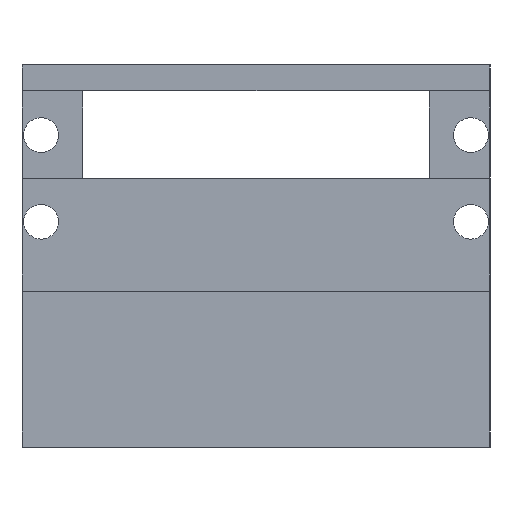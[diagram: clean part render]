
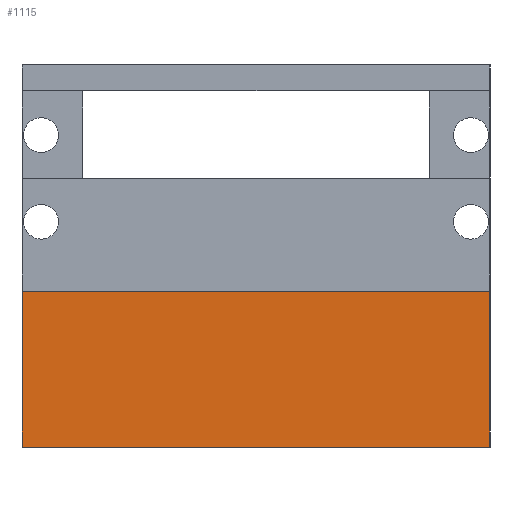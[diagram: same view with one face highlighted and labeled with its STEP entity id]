
A CAD part, left-side view. The second image highlights one B-rep face of the part: STEP entity #1115.
In plain terms, the highlighted planar face has unit normal (-1, 0, 0).
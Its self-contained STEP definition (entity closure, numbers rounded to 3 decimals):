
#683 = VERTEX_POINT('',#684);
#684 = CARTESIAN_POINT('',(-74.6,-54.,37.));
#690 = EDGE_CURVE('',#683,#691,#693,.T.);
#691 = VERTEX_POINT('',#692);
#692 = CARTESIAN_POINT('',(-74.6,-54.,55.));
#693 = LINE('',#694,#695);
#694 = CARTESIAN_POINT('',(-74.6,-54.,37.));
#695 = VECTOR('',#696,1.);
#696 = DIRECTION('',(0.,0.,1.));
#772 = VERTEX_POINT('',#773);
#773 = CARTESIAN_POINT('',(-74.6,-108.,37.));
#779 = EDGE_CURVE('',#772,#780,#782,.T.);
#780 = VERTEX_POINT('',#781);
#781 = CARTESIAN_POINT('',(-74.6,-108.,55.));
#782 = LINE('',#783,#784);
#783 = CARTESIAN_POINT('',(-74.6,-108.,37.));
#784 = VECTOR('',#785,1.);
#785 = DIRECTION('',(0.,0.,1.));
#810 = EDGE_CURVE('',#772,#683,#811,.T.);
#811 = LINE('',#812,#813);
#812 = CARTESIAN_POINT('',(-74.6,-108.,37.));
#813 = VECTOR('',#814,1.);
#814 = DIRECTION('',(0.,1.,0.));
#1115 = ADVANCED_FACE('',(#1116),#1127,.F.);
#1116 = FACE_BOUND('',#1117,.F.);
#1117 = EDGE_LOOP('',(#1118,#1119,#1120,#1121));
#1118 = ORIENTED_EDGE('',*,*,#779,.F.);
#1119 = ORIENTED_EDGE('',*,*,#810,.T.);
#1120 = ORIENTED_EDGE('',*,*,#690,.T.);
#1121 = ORIENTED_EDGE('',*,*,#1122,.F.);
#1122 = EDGE_CURVE('',#780,#691,#1123,.T.);
#1123 = LINE('',#1124,#1125);
#1124 = CARTESIAN_POINT('',(-74.6,-108.,55.));
#1125 = VECTOR('',#1126,1.);
#1126 = DIRECTION('',(0.,1.,0.));
#1127 = PLANE('',#1128);
#1128 = AXIS2_PLACEMENT_3D('',#1129,#1130,#1131);
#1129 = CARTESIAN_POINT('',(-74.6,-108.,37.));
#1130 = DIRECTION('',(1.,0.,0.));
#1131 = DIRECTION('',(0.,0.,1.));
